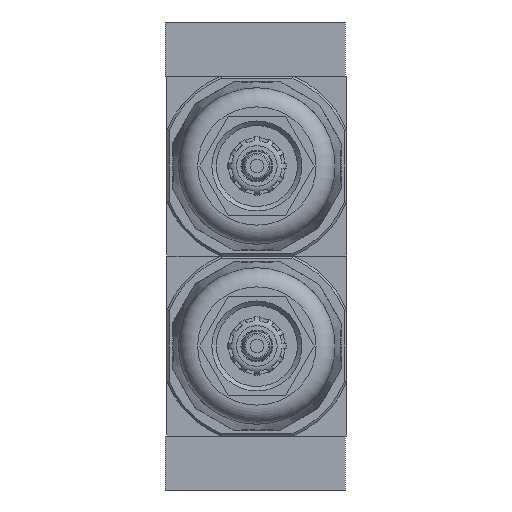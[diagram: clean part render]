
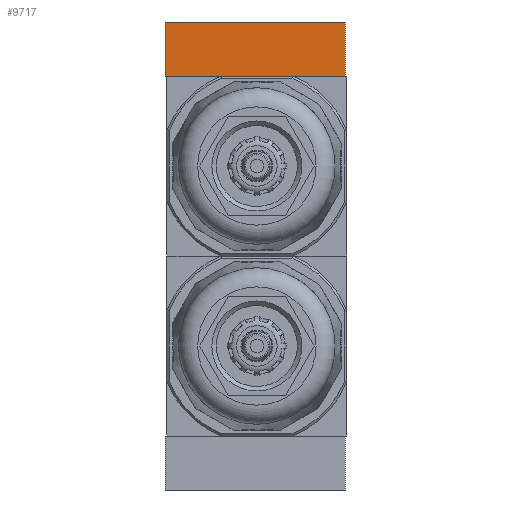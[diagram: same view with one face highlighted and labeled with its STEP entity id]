
A CAD part, front view. The second image highlights one B-rep face of the part: STEP entity #9717.
In plain terms, the highlighted planar face has unit normal (0, -1, 0).
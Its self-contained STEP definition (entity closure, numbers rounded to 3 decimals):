
#1244=ORIENTED_EDGE('',*,*,#4088,.T.);
#1245=ORIENTED_EDGE('',*,*,#4111,.F.);
#1246=ORIENTED_EDGE('',*,*,#4112,.F.);
#1247=ORIENTED_EDGE('',*,*,#4108,.T.);
#4088=EDGE_CURVE('',#5520,#5522,#6522,.T.);
#4108=EDGE_CURVE('',#5542,#5520,#6529,.T.);
#4111=EDGE_CURVE('',#5544,#5522,#6532,.T.);
#4112=EDGE_CURVE('',#5542,#5544,#6533,.T.);
#5520=VERTEX_POINT('',#17165);
#5522=VERTEX_POINT('',#17169);
#5542=VERTEX_POINT('',#17211);
#5544=VERTEX_POINT('',#17217);
#6522=LINE('',#17170,#7154);
#6529=LINE('',#17210,#7161);
#6532=LINE('',#17216,#7164);
#6533=LINE('',#17218,#7165);
#7154=VECTOR('',#14280,1000.);
#7161=VECTOR('',#14315,1000.);
#7164=VECTOR('',#14320,1000.);
#7165=VECTOR('',#14321,1000.);
#7790=EDGE_LOOP('',(#1244,#1245,#1246,#1247));
#8600=FACE_BOUND('',#7790,.T.);
#9413=PLANE('',#13161);
#9717=ADVANCED_FACE('',(#8600),#9413,.F.);
#13161=AXIS2_PLACEMENT_3D('',#17215,#14318,#14319);
#14280=DIRECTION('',(1.,0.,0.));
#14315=DIRECTION('',(0.,0.,-1.));
#14318=DIRECTION('',(0.,1.,0.));
#14319=DIRECTION('',(0.,0.,1.));
#14320=DIRECTION('',(0.,0.,-1.));
#14321=DIRECTION('',(1.,0.,0.));
#17165=CARTESIAN_POINT('',(-20.,-10.,-6.));
#17169=CARTESIAN_POINT('',(20.,-10.,-6.));
#17170=CARTESIAN_POINT('',(-20.,-10.,-6.));
#17210=CARTESIAN_POINT('',(-20.,-10.,6.));
#17211=CARTESIAN_POINT('',(-20.,-10.,6.));
#17215=CARTESIAN_POINT('',(-20.,-10.,6.));
#17216=CARTESIAN_POINT('',(20.,-10.,6.));
#17217=CARTESIAN_POINT('',(20.,-10.,6.));
#17218=CARTESIAN_POINT('',(-20.,-10.,6.));
